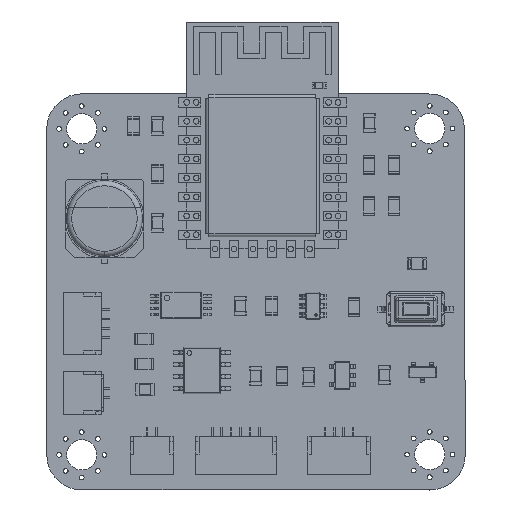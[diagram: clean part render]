
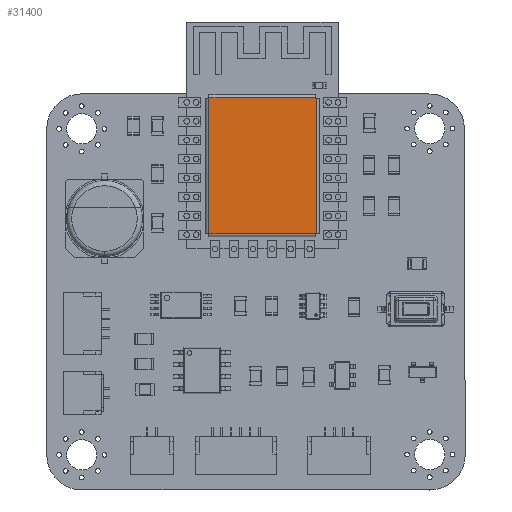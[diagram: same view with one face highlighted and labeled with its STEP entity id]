
A CAD part, top view. The second image highlights one B-rep face of the part: STEP entity #31400.
In plain terms, the highlighted face is planar.
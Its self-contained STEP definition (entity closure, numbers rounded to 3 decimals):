
#30703 = VERTEX_POINT('',#30704);
#30704 = CARTESIAN_POINT('',(-5.7,3.1,-3.95));
#30711 = EDGE_CURVE('',#30703,#30712,#30714,.T.);
#30712 = VERTEX_POINT('',#30713);
#30713 = CARTESIAN_POINT('',(-5.65,3.1,-3.95));
#30714 = LINE('',#30715,#30716);
#30715 = CARTESIAN_POINT('',(0.,3.1,-3.95));
#30716 = VECTOR('',#30717,1.);
#30717 = DIRECTION('',(1.,0.,0.));
#30797 = EDGE_CURVE('',#30798,#30800,#30802,.T.);
#30798 = VERTEX_POINT('',#30799);
#30799 = CARTESIAN_POINT('',(-5.65,3.1,10.35));
#30800 = VERTEX_POINT('',#30801);
#30801 = CARTESIAN_POINT('',(-5.7,3.1,10.35));
#30802 = LINE('',#30803,#30804);
#30803 = CARTESIAN_POINT('',(0.,3.1,10.35));
#30804 = VECTOR('',#30805,1.);
#30805 = DIRECTION('',(-1.,0.,0.));
#30873 = VERTEX_POINT('',#30874);
#30874 = CARTESIAN_POINT('',(-5.65,3.1,10.4));
#30881 = EDGE_CURVE('',#30873,#30798,#30882,.T.);
#30882 = LINE('',#30883,#30884);
#30883 = CARTESIAN_POINT('',(-5.65,3.1,0.));
#30884 = VECTOR('',#30885,1.);
#30885 = DIRECTION('',(0.,0.,-1.));
#30958 = EDGE_CURVE('',#30959,#30961,#30963,.T.);
#30959 = VERTEX_POINT('',#30960);
#30960 = CARTESIAN_POINT('',(5.65,3.1,10.35));
#30961 = VERTEX_POINT('',#30962);
#30962 = CARTESIAN_POINT('',(5.65,3.1,10.4));
#30963 = LINE('',#30964,#30965);
#30964 = CARTESIAN_POINT('',(5.65,3.1,0.));
#30965 = VECTOR('',#30966,1.);
#30966 = DIRECTION('',(0.,0.,1.));
#31034 = VERTEX_POINT('',#31035);
#31035 = CARTESIAN_POINT('',(5.7,3.1,10.35));
#31042 = EDGE_CURVE('',#31034,#30959,#31043,.T.);
#31043 = LINE('',#31044,#31045);
#31044 = CARTESIAN_POINT('',(0.,3.1,10.35));
#31045 = VECTOR('',#31046,1.);
#31046 = DIRECTION('',(-1.,0.,0.));
#31119 = EDGE_CURVE('',#31120,#31122,#31124,.T.);
#31120 = VERTEX_POINT('',#31121);
#31121 = CARTESIAN_POINT('',(5.65,3.1,-3.95));
#31122 = VERTEX_POINT('',#31123);
#31123 = CARTESIAN_POINT('',(5.7,3.1,-3.95));
#31124 = LINE('',#31125,#31126);
#31125 = CARTESIAN_POINT('',(0.,3.1,-3.95));
#31126 = VECTOR('',#31127,1.);
#31127 = DIRECTION('',(1.,0.,0.));
#31195 = VERTEX_POINT('',#31196);
#31196 = CARTESIAN_POINT('',(5.65,3.1,-4.));
#31203 = EDGE_CURVE('',#31195,#31120,#31204,.T.);
#31204 = LINE('',#31205,#31206);
#31205 = CARTESIAN_POINT('',(5.65,3.1,0.));
#31206 = VECTOR('',#31207,1.);
#31207 = DIRECTION('',(0.,-0.,1.));
#31298 = EDGE_CURVE('',#30712,#31299,#31301,.T.);
#31299 = VERTEX_POINT('',#31300);
#31300 = CARTESIAN_POINT('',(-5.65,3.1,-4.));
#31301 = LINE('',#31302,#31303);
#31302 = CARTESIAN_POINT('',(-5.65,3.1,0.));
#31303 = VECTOR('',#31304,1.);
#31304 = DIRECTION('',(0.,0.,-1.));
#31400 = ADVANCED_FACE('',(#31401),#31435,.T.);
#31401 = FACE_BOUND('',#31402,.T.);
#31402 = EDGE_LOOP('',(#31403,#31404,#31410,#31411,#31412,#31418,#31419,
    #31420,#31426,#31427,#31428,#31434));
#31403 = ORIENTED_EDGE('',*,*,#30711,.F.);
#31404 = ORIENTED_EDGE('',*,*,#31405,.T.);
#31405 = EDGE_CURVE('',#30703,#30800,#31406,.T.);
#31406 = LINE('',#31407,#31408);
#31407 = CARTESIAN_POINT('',(-5.7,3.1,10.35));
#31408 = VECTOR('',#31409,1.);
#31409 = DIRECTION('',(0.,-0.,1.));
#31410 = ORIENTED_EDGE('',*,*,#30797,.F.);
#31411 = ORIENTED_EDGE('',*,*,#30881,.F.);
#31412 = ORIENTED_EDGE('',*,*,#31413,.T.);
#31413 = EDGE_CURVE('',#30873,#30961,#31414,.T.);
#31414 = LINE('',#31415,#31416);
#31415 = CARTESIAN_POINT('',(5.65,3.1,10.4));
#31416 = VECTOR('',#31417,1.);
#31417 = DIRECTION('',(1.,0.,0.));
#31418 = ORIENTED_EDGE('',*,*,#30958,.F.);
#31419 = ORIENTED_EDGE('',*,*,#31042,.F.);
#31420 = ORIENTED_EDGE('',*,*,#31421,.T.);
#31421 = EDGE_CURVE('',#31034,#31122,#31422,.T.);
#31422 = LINE('',#31423,#31424);
#31423 = CARTESIAN_POINT('',(5.7,3.1,-3.95));
#31424 = VECTOR('',#31425,1.);
#31425 = DIRECTION('',(0.,0.,-1.));
#31426 = ORIENTED_EDGE('',*,*,#31119,.F.);
#31427 = ORIENTED_EDGE('',*,*,#31203,.F.);
#31428 = ORIENTED_EDGE('',*,*,#31429,.T.);
#31429 = EDGE_CURVE('',#31195,#31299,#31430,.T.);
#31430 = LINE('',#31431,#31432);
#31431 = CARTESIAN_POINT('',(-5.65,3.1,-4.));
#31432 = VECTOR('',#31433,1.);
#31433 = DIRECTION('',(-1.,0.,0.));
#31434 = ORIENTED_EDGE('',*,*,#31298,.F.);
#31435 = PLANE('',#31436);
#31436 = AXIS2_PLACEMENT_3D('',#31437,#31438,#31439);
#31437 = CARTESIAN_POINT('',(0.,3.1,0.));
#31438 = DIRECTION('',(0.,1.,0.));
#31439 = DIRECTION('',(0.,-0.,1.));
